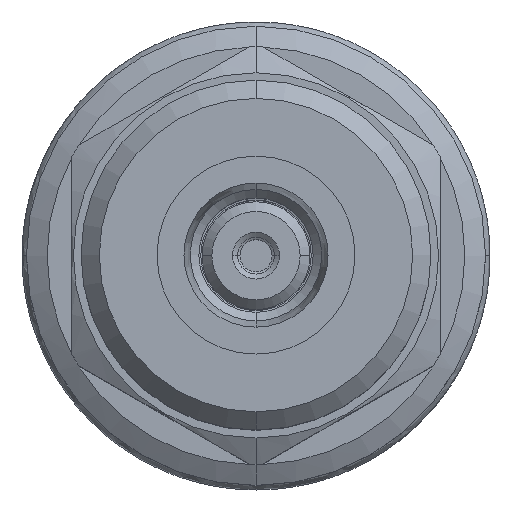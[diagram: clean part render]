
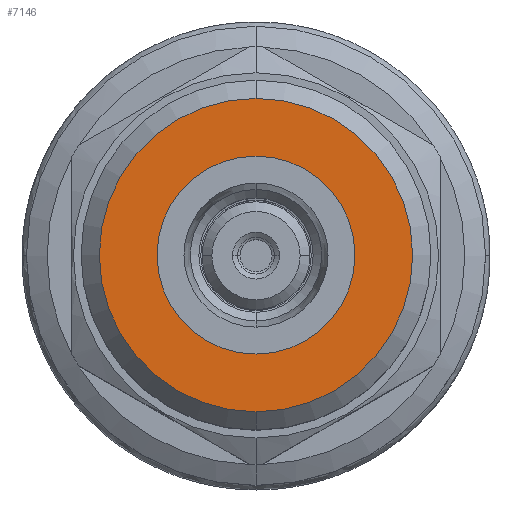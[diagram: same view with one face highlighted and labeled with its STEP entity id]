
A CAD part, top view. The second image highlights one B-rep face of the part: STEP entity #7146.
In plain terms, the highlighted planar face has unit normal (0, 0, 1).
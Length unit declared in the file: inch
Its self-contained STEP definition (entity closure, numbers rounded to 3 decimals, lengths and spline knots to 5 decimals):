
#2443=CARTESIAN_POINT('',(0.,0.,4.281));
#2444=DIRECTION('',(0.,0.,1.));
#2445=DIRECTION('',(0.,-1.,0.));
#2446=AXIS2_PLACEMENT_3D('',#2443,#2444,#2445);
#2461=CARTESIAN_POINT('',(0.,0.,4.281));
#2462=DIRECTION('',(0.,0.,1.));
#2463=DIRECTION('',(0.,-1.,0.));
#2464=AXIS2_PLACEMENT_3D('',#2461,#2462,#2463);
#2466=CARTESIAN_POINT('',(0.,0.,4.281));
#2467=DIRECTION('',(0.,0.,1.));
#2468=DIRECTION('',(0.,1.,0.));
#2469=AXIS2_PLACEMENT_3D('',#2466,#2467,#2468);
#2471=CARTESIAN_POINT('',(0.,0.,4.281));
#2472=DIRECTION('',(0.,0.,1.));
#2473=DIRECTION('',(0.,1.,0.));
#2474=AXIS2_PLACEMENT_3D('',#2471,#2472,#2473);
#3217=CARTESIAN_POINT('',(0.,-0.336,4.281));
#3218=CARTESIAN_POINT('',(0.,0.336,4.281));
#3219=VERTEX_POINT('',#3217);
#3220=VERTEX_POINT('',#3218);
#3241=CARTESIAN_POINT('',(0.,0.532,4.281));
#3242=CARTESIAN_POINT('',(0.,-0.532,4.281));
#3243=VERTEX_POINT('',#3241);
#3244=VERTEX_POINT('',#3242);
#7130=CARTESIAN_POINT('',(0.,0.,4.281));
#7131=DIRECTION('',(0.,0.,1.));
#7132=DIRECTION('',(0.,1.,0.));
#7133=AXIS2_PLACEMENT_3D('',#7130,#7131,#7132);
#7134=PLANE('',#7133);
#7135=ORIENTED_EDGE('',*,*,#7113,.F.);
#7137=ORIENTED_EDGE('',*,*,#7136,.F.);
#7138=EDGE_LOOP('',(#7135,#7137));
#7139=FACE_OUTER_BOUND('',#7138,.F.);
#7141=ORIENTED_EDGE('',*,*,#7140,.T.);
#7143=ORIENTED_EDGE('',*,*,#7142,.T.);
#7144=EDGE_LOOP('',(#7141,#7143));
#7145=FACE_BOUND('',#7144,.F.);
#2447=CIRCLE('',#2446,0.532);
#2465=CIRCLE('',#2464,0.336);
#2470=CIRCLE('',#2469,0.336);
#2475=CIRCLE('',#2474,0.532);
#7113=EDGE_CURVE('',#3244,#3243,#2447,.T.);
#7136=EDGE_CURVE('',#3243,#3244,#2475,.T.);
#7140=EDGE_CURVE('',#3219,#3220,#2465,.T.);
#7142=EDGE_CURVE('',#3220,#3219,#2470,.T.);
#7146=ADVANCED_FACE('',(#7139,#7145),#7134,.T.);
